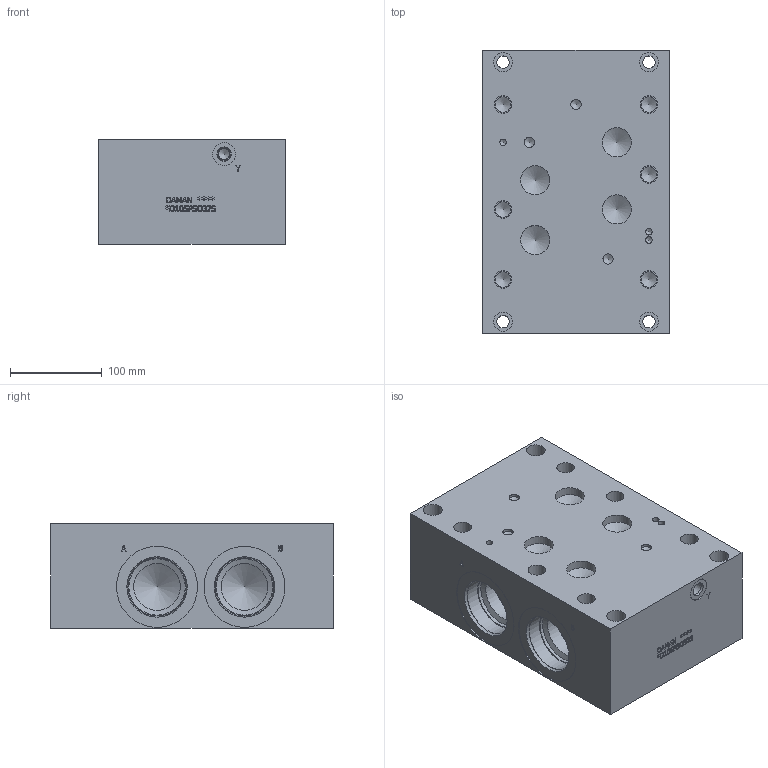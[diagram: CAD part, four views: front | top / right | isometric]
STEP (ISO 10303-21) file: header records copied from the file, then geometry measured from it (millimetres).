
FILE_DESCRIPTION(/* description */ (''),/* implementation_level */ '2;1');
FILE_NAME(/* name */ '_D10SPSO32S.stp',/* time_stamp */ '2022-05-26T12:53:09-04:00',/* author */ ('bobbyh'),/* organization */ (''),/* preprocessor_version */ 'ST-DEVELOPER v18',/* originating_system */ 'Autodesk Inventor 2020',/* authorisation */ '');
FILE_SCHEMA (('AUTOMOTIVE_DESIGN { 1 0 10303 214 3 1 1 }'));
Length unit declared in the file: millimetre
Products named in the file (1): Part_AD10SPSO32S_3D
Bounding box: 203.2 x 307.98 x 114.3 mm (x, y, z)
Volume: 6451224.2 mm3; surface area: 315835 mm2
Topology: 1 solids, 1 shells, 583 faces, 1605 edges, 1086 vertices
Faces by surface type: plane 323, bspline 151, cylinder 65, cone 44
Full cylindrical faces by diameter (mm): 7.137 x3, 11.1 x3, 12.294 x3, 12.9 x1, 12.903 x2, 13.487 x4, 14.275 x3, 14.529 x3, 16.662 x6, 19.05 x6, 20.625 x4, 25.019 x3, 31.75 x4, 50.8 x4, 61.443 x4, 63.5 x4, 63.957 x4, 88.138 x4
Entity records: 19730 total; most frequent: CARTESIAN_POINT 5215, ORIENTED_EDGE 3164, DIRECTION 2389, EDGE_CURVE 1582, VERTEX_POINT 1086, LINE 1037, VECTOR 1037, EDGE_LOOP 676
